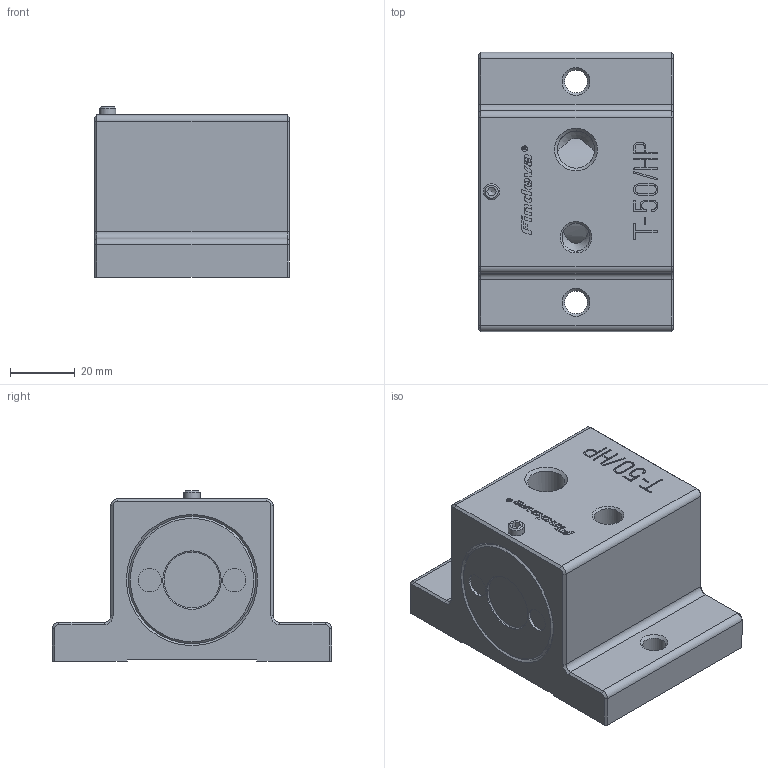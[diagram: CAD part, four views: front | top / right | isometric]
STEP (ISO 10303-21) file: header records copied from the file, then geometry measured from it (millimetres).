
FILE_DESCRIPTION((''),'2;1');
FILE_NAME('8050-20-M.stp','2012-03-29T10:45:49',('Petr'),(''),'Autodesk Inventor 2011','Autodesk Inventor 2011','');
FILE_SCHEMA(('CONFIG_CONTROL_DESIGN'));
Length unit declared in the file: millimetre
Products named in the file (1): 8050-20-M
Bounding box: 60 x 86 x 52.5 mm (x, y, z)
Volume: 169878 mm3; surface area: 23420 mm2
Topology: 1 solids, 2 shells, 361 faces, 922 edges, 605 vertices
Faces by surface type: plane 227, cylinder 94, cone 25, bspline 8, torus 7
Full cylindrical faces by diameter (mm): 1.609 x1, 1.789 x1, 4.134 x1, 5 x1, 7 x2, 7.2 x2, 8.566 x1, 11.445 x1, 17.5 x1, 18 x1, 28 x1, 32 x1
Entity records: 11197 total; most frequent: CARTESIAN_POINT 2206, DIRECTION 1766, ORIENTED_EDGE 1766, EDGE_CURVE 883, VECTOR 632, LINE 632, VERTEX_POINT 594, AXIS2_PLACEMENT_3D 567
